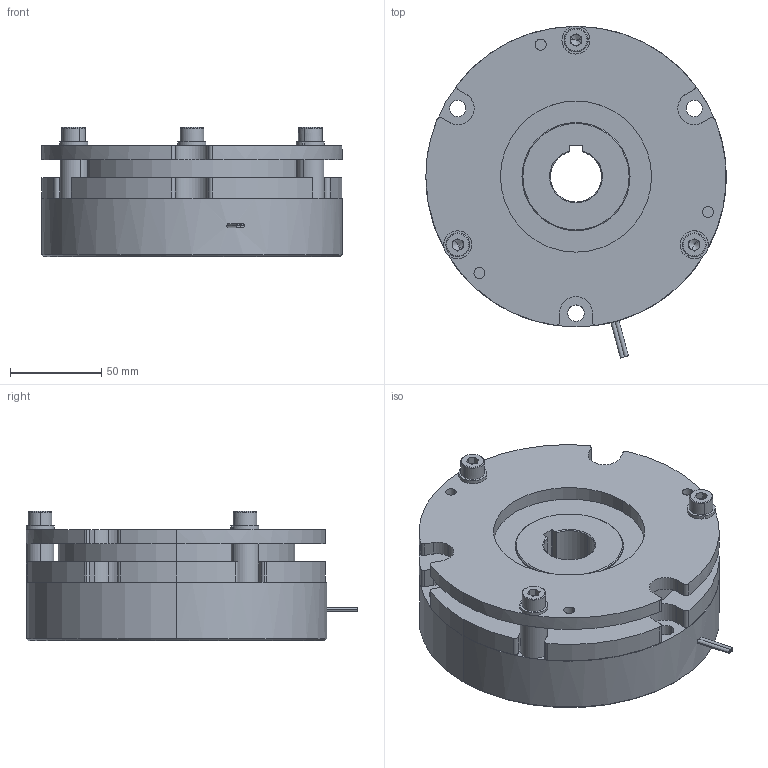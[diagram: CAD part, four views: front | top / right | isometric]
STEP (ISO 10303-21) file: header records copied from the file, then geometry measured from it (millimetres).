
FILE_DESCRIPTION (( 'STEP AP203' ), '1' );
FILE_NAME ('RNB 10G-N_23774300.STEP', '2020-01-29T05:33:39', ( '' ), ( '' ), 'SwSTEP 2.0', 'SolidWorks 2018', '' );
FILE_SCHEMA (( 'CONFIG_CONTROL_DESIGN' ));
Length unit declared in the file: millimetre
Products named in the file (1): RNB 10G-N_23774300
Bounding box: 165 x 182.28 x 71 mm (x, y, z)
Volume: 1014471.7 mm3; surface area: 163419.1 mm2
Topology: 1 solids, 1 shells, 256 faces, 654 edges, 408 vertices
Faces by surface type: cylinder 121, plane 97, cone 28, torus 10
Entity records: 7927 total; most frequent: DIRECTION 1476, CARTESIAN_POINT 1395, ORIENTED_EDGE 1288, EDGE_CURVE 644, AXIS2_PLACEMENT_3D 585, VERTEX_POINT 408, CIRCLE 328, VECTOR 306
